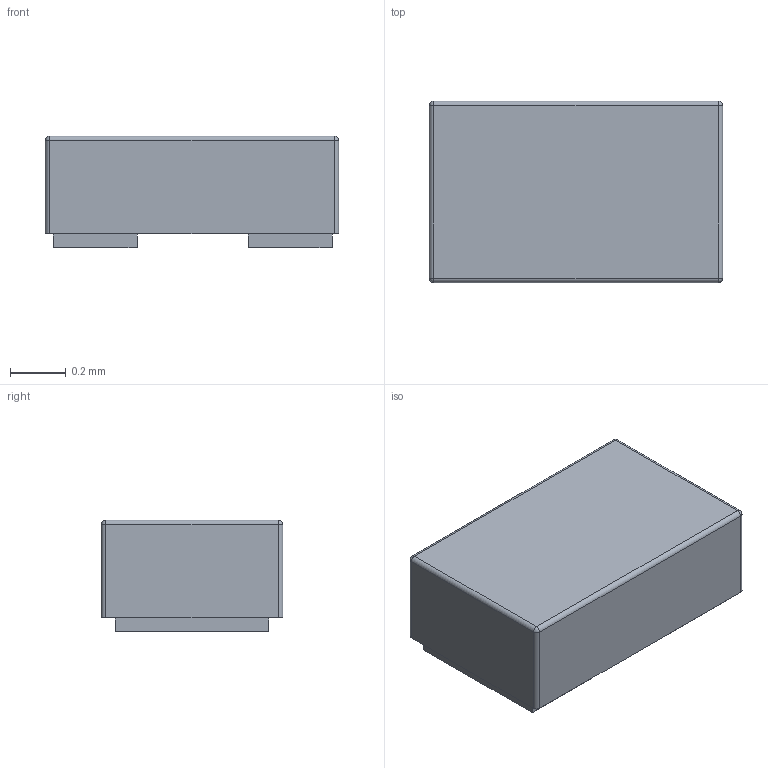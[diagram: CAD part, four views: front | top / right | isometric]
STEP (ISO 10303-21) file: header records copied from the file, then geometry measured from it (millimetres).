
FILE_DESCRIPTION(/* description */ ('Unknown'),/* implementation_level */ '2;1');
FILE_NAME(/* name */ 'DMP21D5UFB4-7B',/* time_stamp */ '2023-01-05T10:56:25+02:00',/* author */ ('Unknown'),/* organization */ ('Unknown'),/* preprocessor_version */ 'ST-DEVELOPER v18.102',/* originating_system */ 'Solid Edge',/* authorisation */ 'Unknown');
FILE_SCHEMA (('AUTOMOTIVE_DESIGN {1 0 10303 214 3 1 1}'));
Length unit declared in the file: millimetre
Products named in the file (1): DMP21D5UFB4-7B
Bounding box: 1.05 x 0.65 x 0.4 mm (x, y, z)
Volume: 0.3 mm3; surface area: 2.7 mm2
Topology: 1 solids, 1 shells, 33 faces, 76 edges, 44 vertices
Faces by surface type: plane 21, cylinder 8, sphere 4
Entity records: 1141 total; most frequent: DIRECTION 156, CARTESIAN_POINT 150, ORIENTED_EDGE 144, EDGE_CURVE 72, LINE 56, VECTOR 56, AXIS2_PLACEMENT_3D 50, VERTEX_POINT 44
